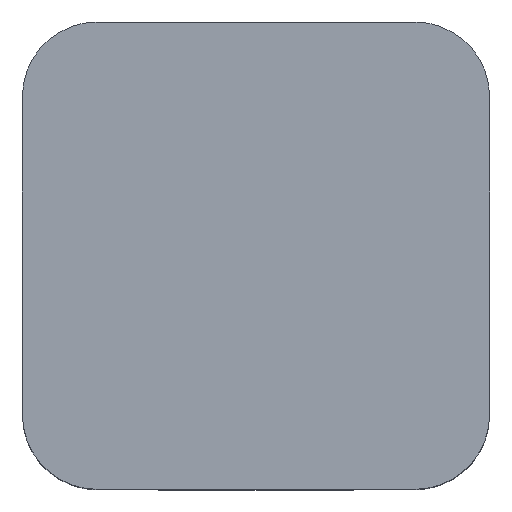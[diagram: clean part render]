
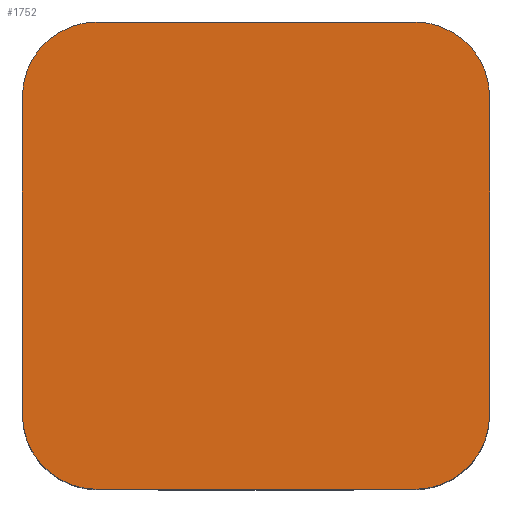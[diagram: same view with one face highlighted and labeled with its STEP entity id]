
A CAD part, top view. The second image highlights one B-rep face of the part: STEP entity #1752.
In plain terms, the highlighted planar face has unit normal (0, 0, 1).
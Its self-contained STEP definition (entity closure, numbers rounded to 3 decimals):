
#524 = PLANE('',#525);
#525 = AXIS2_PLACEMENT_3D('',#526,#527,#528);
#526 = CARTESIAN_POINT('',(-6.25,-6.25,1.));
#527 = DIRECTION('',(0.,1.,0.));
#528 = DIRECTION('',(0.,0.,1.));
#557 = CYLINDRICAL_SURFACE('',#558,2.);
#558 = AXIS2_PLACEMENT_3D('',#559,#560,#561);
#559 = CARTESIAN_POINT('',(4.25,-4.25,1.));
#560 = DIRECTION('',(0.,0.,1.));
#561 = DIRECTION('',(1.,0.,0.));
#585 = PLANE('',#586);
#586 = AXIS2_PLACEMENT_3D('',#587,#588,#589);
#587 = CARTESIAN_POINT('',(6.25,-6.25,1.));
#588 = DIRECTION('',(1.,0.,0.));
#589 = DIRECTION('',(0.,0.,1.));
#614 = CYLINDRICAL_SURFACE('',#615,2.);
#615 = AXIS2_PLACEMENT_3D('',#616,#617,#618);
#616 = CARTESIAN_POINT('',(4.25,4.25,1.));
#617 = DIRECTION('',(0.,0.,1.));
#618 = DIRECTION('',(1.,0.,0.));
#642 = PLANE('',#643);
#643 = AXIS2_PLACEMENT_3D('',#644,#645,#646);
#644 = CARTESIAN_POINT('',(-6.25,6.25,1.));
#645 = DIRECTION('',(0.,1.,0.));
#646 = DIRECTION('',(0.,0.,1.));
#1152 = VERTEX_POINT('',#1153);
#1153 = CARTESIAN_POINT('',(-4.25,6.25,10.5));
#1167 = CYLINDRICAL_SURFACE('',#1168,2.);
#1168 = AXIS2_PLACEMENT_3D('',#1169,#1170,#1171);
#1169 = CARTESIAN_POINT('',(-4.25,4.25,1.));
#1170 = DIRECTION('',(0.,0.,1.));
#1171 = DIRECTION('',(-1.,0.,0.));
#1179 = EDGE_CURVE('',#1152,#1180,#1182,.T.);
#1180 = VERTEX_POINT('',#1181);
#1181 = CARTESIAN_POINT('',(4.25,6.25,10.5));
#1182 = SURFACE_CURVE('',#1183,(#1187,#1194),.PCURVE_S1.);
#1183 = LINE('',#1184,#1185);
#1184 = CARTESIAN_POINT('',(-6.25,6.25,10.5));
#1185 = VECTOR('',#1186,1.);
#1186 = DIRECTION('',(1.,0.,0.));
#1187 = PCURVE('',#642,#1188);
#1188 = DEFINITIONAL_REPRESENTATION('',(#1189),#1193);
#1189 = LINE('',#1190,#1191);
#1190 = CARTESIAN_POINT('',(9.5,0.));
#1191 = VECTOR('',#1192,1.);
#1192 = DIRECTION('',(0.,1.));
#1193 = ( GEOMETRIC_REPRESENTATION_CONTEXT(2) 
PARAMETRIC_REPRESENTATION_CONTEXT() REPRESENTATION_CONTEXT('2D SPACE',''
  ) );
#1194 = PCURVE('',#1195,#1200);
#1195 = PLANE('',#1196);
#1196 = AXIS2_PLACEMENT_3D('',#1197,#1198,#1199);
#1197 = CARTESIAN_POINT('',(-6.25,-6.25,10.5));
#1198 = DIRECTION('',(0.,0.,1.));
#1199 = DIRECTION('',(1.,0.,0.));
#1200 = DEFINITIONAL_REPRESENTATION('',(#1201),#1205);
#1201 = LINE('',#1202,#1203);
#1202 = CARTESIAN_POINT('',(0.,12.5));
#1203 = VECTOR('',#1204,1.);
#1204 = DIRECTION('',(1.,0.));
#1205 = ( GEOMETRIC_REPRESENTATION_CONTEXT(2) 
PARAMETRIC_REPRESENTATION_CONTEXT() REPRESENTATION_CONTEXT('2D SPACE',''
  ) );
#1255 = EDGE_CURVE('',#1256,#1180,#1258,.T.);
#1256 = VERTEX_POINT('',#1257);
#1257 = CARTESIAN_POINT('',(6.25,4.25,10.5));
#1258 = SURFACE_CURVE('',#1259,(#1264,#1271),.PCURVE_S1.);
#1259 = CIRCLE('',#1260,2.);
#1260 = AXIS2_PLACEMENT_3D('',#1261,#1262,#1263);
#1261 = CARTESIAN_POINT('',(4.25,4.25,10.5));
#1262 = DIRECTION('',(-0.,0.,1.));
#1263 = DIRECTION('',(0.,-1.,0.));
#1264 = PCURVE('',#614,#1265);
#1265 = DEFINITIONAL_REPRESENTATION('',(#1266),#1270);
#1266 = LINE('',#1267,#1268);
#1267 = CARTESIAN_POINT('',(-1.571,9.5));
#1268 = VECTOR('',#1269,1.);
#1269 = DIRECTION('',(1.,0.));
#1270 = ( GEOMETRIC_REPRESENTATION_CONTEXT(2) 
PARAMETRIC_REPRESENTATION_CONTEXT() REPRESENTATION_CONTEXT('2D SPACE',''
  ) );
#1271 = PCURVE('',#1195,#1272);
#1272 = DEFINITIONAL_REPRESENTATION('',(#1273),#1277);
#1273 = CIRCLE('',#1274,2.);
#1274 = AXIS2_PLACEMENT_2D('',#1275,#1276);
#1275 = CARTESIAN_POINT('',(10.5,10.5));
#1276 = DIRECTION('',(0.,-1.));
#1277 = ( GEOMETRIC_REPRESENTATION_CONTEXT(2) 
PARAMETRIC_REPRESENTATION_CONTEXT() REPRESENTATION_CONTEXT('2D SPACE',''
  ) );
#1303 = EDGE_CURVE('',#1304,#1256,#1306,.T.);
#1304 = VERTEX_POINT('',#1305);
#1305 = CARTESIAN_POINT('',(6.25,-4.25,10.5));
#1306 = SURFACE_CURVE('',#1307,(#1311,#1318),.PCURVE_S1.);
#1307 = LINE('',#1308,#1309);
#1308 = CARTESIAN_POINT('',(6.25,-6.25,10.5));
#1309 = VECTOR('',#1310,1.);
#1310 = DIRECTION('',(0.,1.,0.));
#1311 = PCURVE('',#585,#1312);
#1312 = DEFINITIONAL_REPRESENTATION('',(#1313),#1317);
#1313 = LINE('',#1314,#1315);
#1314 = CARTESIAN_POINT('',(9.5,0.));
#1315 = VECTOR('',#1316,1.);
#1316 = DIRECTION('',(0.,-1.));
#1317 = ( GEOMETRIC_REPRESENTATION_CONTEXT(2) 
PARAMETRIC_REPRESENTATION_CONTEXT() REPRESENTATION_CONTEXT('2D SPACE',''
  ) );
#1318 = PCURVE('',#1195,#1319);
#1319 = DEFINITIONAL_REPRESENTATION('',(#1320),#1324);
#1320 = LINE('',#1321,#1322);
#1321 = CARTESIAN_POINT('',(12.5,0.));
#1322 = VECTOR('',#1323,1.);
#1323 = DIRECTION('',(0.,1.));
#1324 = ( GEOMETRIC_REPRESENTATION_CONTEXT(2) 
PARAMETRIC_REPRESENTATION_CONTEXT() REPRESENTATION_CONTEXT('2D SPACE',''
  ) );
#1354 = VERTEX_POINT('',#1355);
#1355 = CARTESIAN_POINT('',(4.25,-6.25,10.5));
#1376 = EDGE_CURVE('',#1304,#1354,#1377,.T.);
#1377 = SURFACE_CURVE('',#1378,(#1383,#1390),.PCURVE_S1.);
#1378 = CIRCLE('',#1379,2.);
#1379 = AXIS2_PLACEMENT_3D('',#1380,#1381,#1382);
#1380 = CARTESIAN_POINT('',(4.25,-4.25,10.5));
#1381 = DIRECTION('',(-0.,-0.,-1.));
#1382 = DIRECTION('',(0.,-1.,0.));
#1383 = PCURVE('',#557,#1384);
#1384 = DEFINITIONAL_REPRESENTATION('',(#1385),#1389);
#1385 = LINE('',#1386,#1387);
#1386 = CARTESIAN_POINT('',(4.712,9.5));
#1387 = VECTOR('',#1388,1.);
#1388 = DIRECTION('',(-1.,0.));
#1389 = ( GEOMETRIC_REPRESENTATION_CONTEXT(2) 
PARAMETRIC_REPRESENTATION_CONTEXT() REPRESENTATION_CONTEXT('2D SPACE',''
  ) );
#1390 = PCURVE('',#1195,#1391);
#1391 = DEFINITIONAL_REPRESENTATION('',(#1392),#1400);
#1392 = ( BOUNDED_CURVE() B_SPLINE_CURVE(2,(#1393,#1394,#1395,#1396,
#1397,#1398,#1399),.UNSPECIFIED.,.F.,.F.) B_SPLINE_CURVE_WITH_KNOTS((1,2
    ,2,2,2,1),(-2.094,0.,2.094,4.189,
6.283,8.378),.UNSPECIFIED.) CURVE() 
GEOMETRIC_REPRESENTATION_ITEM() RATIONAL_B_SPLINE_CURVE((1.,0.5,1.,0.5,
1.,0.5,1.)) REPRESENTATION_ITEM('') );
#1393 = CARTESIAN_POINT('',(10.5,0.));
#1394 = CARTESIAN_POINT('',(7.036,0.));
#1395 = CARTESIAN_POINT('',(8.768,3.));
#1396 = CARTESIAN_POINT('',(10.5,6.));
#1397 = CARTESIAN_POINT('',(12.232,3.));
#1398 = CARTESIAN_POINT('',(13.964,0.));
#1399 = CARTESIAN_POINT('',(10.5,0.));
#1400 = ( GEOMETRIC_REPRESENTATION_CONTEXT(2) 
PARAMETRIC_REPRESENTATION_CONTEXT() REPRESENTATION_CONTEXT('2D SPACE',''
  ) );
#1432 = VERTEX_POINT('',#1433);
#1433 = CARTESIAN_POINT('',(-4.25,-6.25,10.5));
#1447 = CYLINDRICAL_SURFACE('',#1448,2.);
#1448 = AXIS2_PLACEMENT_3D('',#1449,#1450,#1451);
#1449 = CARTESIAN_POINT('',(-4.25,-4.25,1.));
#1450 = DIRECTION('',(0.,0.,1.));
#1451 = DIRECTION('',(-1.,0.,0.));
#1459 = EDGE_CURVE('',#1432,#1354,#1460,.T.);
#1460 = SURFACE_CURVE('',#1461,(#1465,#1472),.PCURVE_S1.);
#1461 = LINE('',#1462,#1463);
#1462 = CARTESIAN_POINT('',(-6.25,-6.25,10.5));
#1463 = VECTOR('',#1464,1.);
#1464 = DIRECTION('',(1.,0.,0.));
#1465 = PCURVE('',#524,#1466);
#1466 = DEFINITIONAL_REPRESENTATION('',(#1467),#1471);
#1467 = LINE('',#1468,#1469);
#1468 = CARTESIAN_POINT('',(9.5,0.));
#1469 = VECTOR('',#1470,1.);
#1470 = DIRECTION('',(0.,1.));
#1471 = ( GEOMETRIC_REPRESENTATION_CONTEXT(2) 
PARAMETRIC_REPRESENTATION_CONTEXT() REPRESENTATION_CONTEXT('2D SPACE',''
  ) );
#1472 = PCURVE('',#1195,#1473);
#1473 = DEFINITIONAL_REPRESENTATION('',(#1474),#1478);
#1474 = LINE('',#1475,#1476);
#1475 = CARTESIAN_POINT('',(0.,0.));
#1476 = VECTOR('',#1477,1.);
#1477 = DIRECTION('',(1.,0.));
#1478 = ( GEOMETRIC_REPRESENTATION_CONTEXT(2) 
PARAMETRIC_REPRESENTATION_CONTEXT() REPRESENTATION_CONTEXT('2D SPACE',''
  ) );
#1605 = PLANE('',#1606);
#1606 = AXIS2_PLACEMENT_3D('',#1607,#1608,#1609);
#1607 = CARTESIAN_POINT('',(-6.25,-6.25,1.));
#1608 = DIRECTION('',(1.,0.,0.));
#1609 = DIRECTION('',(0.,0.,1.));
#1704 = EDGE_CURVE('',#1705,#1152,#1707,.T.);
#1705 = VERTEX_POINT('',#1706);
#1706 = CARTESIAN_POINT('',(-6.25,4.25,10.5));
#1707 = SURFACE_CURVE('',#1708,(#1713,#1720),.PCURVE_S1.);
#1708 = CIRCLE('',#1709,2.);
#1709 = AXIS2_PLACEMENT_3D('',#1710,#1711,#1712);
#1710 = CARTESIAN_POINT('',(-4.25,4.25,10.5));
#1711 = DIRECTION('',(-0.,-0.,-1.));
#1712 = DIRECTION('',(0.,-1.,0.));
#1713 = PCURVE('',#1167,#1714);
#1714 = DEFINITIONAL_REPRESENTATION('',(#1715),#1719);
#1715 = LINE('',#1716,#1717);
#1716 = CARTESIAN_POINT('',(1.571,9.5));
#1717 = VECTOR('',#1718,1.);
#1718 = DIRECTION('',(-1.,0.));
#1719 = ( GEOMETRIC_REPRESENTATION_CONTEXT(2) 
PARAMETRIC_REPRESENTATION_CONTEXT() REPRESENTATION_CONTEXT('2D SPACE',''
  ) );
#1720 = PCURVE('',#1195,#1721);
#1721 = DEFINITIONAL_REPRESENTATION('',(#1722),#1730);
#1722 = ( BOUNDED_CURVE() B_SPLINE_CURVE(2,(#1723,#1724,#1725,#1726,
#1727,#1728,#1729),.UNSPECIFIED.,.T.,.F.) B_SPLINE_CURVE_WITH_KNOTS((1,2
    ,2,2,2,1),(-2.094,0.,2.094,4.189,
6.283,8.378),.UNSPECIFIED.) CURVE() 
GEOMETRIC_REPRESENTATION_ITEM() RATIONAL_B_SPLINE_CURVE((1.,0.5,1.,0.5,
1.,0.5,1.)) REPRESENTATION_ITEM('') );
#1723 = CARTESIAN_POINT('',(2.,8.5));
#1724 = CARTESIAN_POINT('',(-1.464,8.5));
#1725 = CARTESIAN_POINT('',(0.268,11.5));
#1726 = CARTESIAN_POINT('',(2.,14.5));
#1727 = CARTESIAN_POINT('',(3.732,11.5));
#1728 = CARTESIAN_POINT('',(5.464,8.5));
#1729 = CARTESIAN_POINT('',(2.,8.5));
#1730 = ( GEOMETRIC_REPRESENTATION_CONTEXT(2) 
PARAMETRIC_REPRESENTATION_CONTEXT() REPRESENTATION_CONTEXT('2D SPACE',''
  ) );
#1752 = ADVANCED_FACE('',(#1753),#1195,.T.);
#1753 = FACE_BOUND('',#1754,.T.);
#1754 = EDGE_LOOP('',(#1755,#1778,#1800,#1801,#1802,#1803,#1804,#1805));
#1755 = ORIENTED_EDGE('',*,*,#1756,.F.);
#1756 = EDGE_CURVE('',#1757,#1705,#1759,.T.);
#1757 = VERTEX_POINT('',#1758);
#1758 = CARTESIAN_POINT('',(-6.25,-4.25,10.5));
#1759 = SURFACE_CURVE('',#1760,(#1764,#1771),.PCURVE_S1.);
#1760 = LINE('',#1761,#1762);
#1761 = CARTESIAN_POINT('',(-6.25,-6.25,10.5));
#1762 = VECTOR('',#1763,1.);
#1763 = DIRECTION('',(0.,1.,0.));
#1764 = PCURVE('',#1195,#1765);
#1765 = DEFINITIONAL_REPRESENTATION('',(#1766),#1770);
#1766 = LINE('',#1767,#1768);
#1767 = CARTESIAN_POINT('',(0.,0.));
#1768 = VECTOR('',#1769,1.);
#1769 = DIRECTION('',(0.,1.));
#1770 = ( GEOMETRIC_REPRESENTATION_CONTEXT(2) 
PARAMETRIC_REPRESENTATION_CONTEXT() REPRESENTATION_CONTEXT('2D SPACE',''
  ) );
#1771 = PCURVE('',#1605,#1772);
#1772 = DEFINITIONAL_REPRESENTATION('',(#1773),#1777);
#1773 = LINE('',#1774,#1775);
#1774 = CARTESIAN_POINT('',(9.5,0.));
#1775 = VECTOR('',#1776,1.);
#1776 = DIRECTION('',(0.,-1.));
#1777 = ( GEOMETRIC_REPRESENTATION_CONTEXT(2) 
PARAMETRIC_REPRESENTATION_CONTEXT() REPRESENTATION_CONTEXT('2D SPACE',''
  ) );
#1778 = ORIENTED_EDGE('',*,*,#1779,.T.);
#1779 = EDGE_CURVE('',#1757,#1432,#1780,.T.);
#1780 = SURFACE_CURVE('',#1781,(#1786,#1793),.PCURVE_S1.);
#1781 = CIRCLE('',#1782,2.);
#1782 = AXIS2_PLACEMENT_3D('',#1783,#1784,#1785);
#1783 = CARTESIAN_POINT('',(-4.25,-4.25,10.5));
#1784 = DIRECTION('',(-0.,0.,1.));
#1785 = DIRECTION('',(0.,-1.,0.));
#1786 = PCURVE('',#1195,#1787);
#1787 = DEFINITIONAL_REPRESENTATION('',(#1788),#1792);
#1788 = CIRCLE('',#1789,2.);
#1789 = AXIS2_PLACEMENT_2D('',#1790,#1791);
#1790 = CARTESIAN_POINT('',(2.,2.));
#1791 = DIRECTION('',(0.,-1.));
#1792 = ( GEOMETRIC_REPRESENTATION_CONTEXT(2) 
PARAMETRIC_REPRESENTATION_CONTEXT() REPRESENTATION_CONTEXT('2D SPACE',''
  ) );
#1793 = PCURVE('',#1447,#1794);
#1794 = DEFINITIONAL_REPRESENTATION('',(#1795),#1799);
#1795 = LINE('',#1796,#1797);
#1796 = CARTESIAN_POINT('',(-4.712,9.5));
#1797 = VECTOR('',#1798,1.);
#1798 = DIRECTION('',(1.,0.));
#1799 = ( GEOMETRIC_REPRESENTATION_CONTEXT(2) 
PARAMETRIC_REPRESENTATION_CONTEXT() REPRESENTATION_CONTEXT('2D SPACE',''
  ) );
#1800 = ORIENTED_EDGE('',*,*,#1459,.T.);
#1801 = ORIENTED_EDGE('',*,*,#1376,.F.);
#1802 = ORIENTED_EDGE('',*,*,#1303,.T.);
#1803 = ORIENTED_EDGE('',*,*,#1255,.T.);
#1804 = ORIENTED_EDGE('',*,*,#1179,.F.);
#1805 = ORIENTED_EDGE('',*,*,#1704,.F.);
